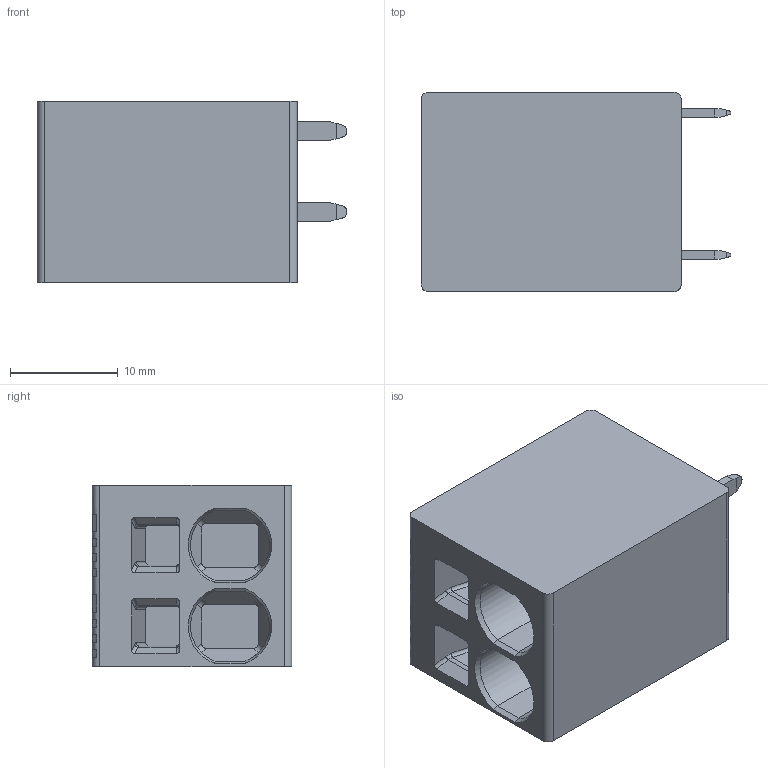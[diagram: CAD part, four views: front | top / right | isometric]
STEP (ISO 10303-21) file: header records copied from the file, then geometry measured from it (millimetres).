
FILE_DESCRIPTION((''),'2;1');
FILE_NAME('TLM-404VA','2024-09-21T',('sj'),(''),'PRO/ENGINEER BY PARAMETRIC TECHNOLOGY CORPORATION, 2013240','PRO/ENGINEER BY PARAMETRIC TECHNOLOGY CORPORATION, 2013240','');
FILE_SCHEMA(('AUTOMOTIVE_DESIGN_CC2 { 1 2 10303 214 -1 1 5 2 }'));
Length unit declared in the file: millimetre
Products named in the file (1): TLM-404VA
Bounding box: 28.75 x 18.5 x 16.8 mm (x, y, z)
Volume: 6728.6 mm3; surface area: 2874.1 mm2
Topology: 1 solids, 1 shells, 136 faces, 360 edges, 232 vertices
Faces by surface type: plane 86, cylinder 38, cone 4, torus 4, bspline 4
Entity records: 4466 total; most frequent: CARTESIAN_POINT 1158, ORIENTED_EDGE 720, DIRECTION 624, EDGE_CURVE 360, VECTOR 240, LINE 240, VERTEX_POINT 232, AXIS2_PLACEMENT_3D 192
